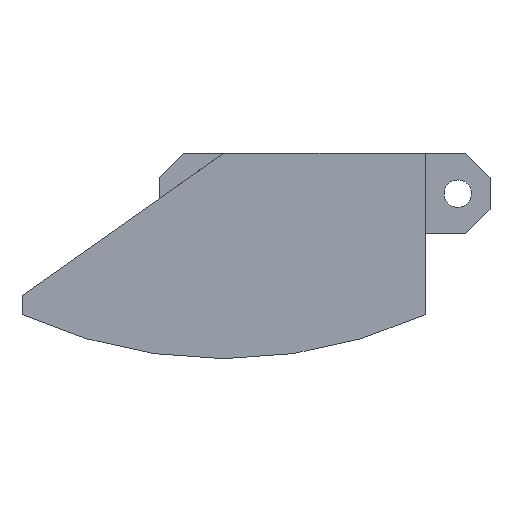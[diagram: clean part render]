
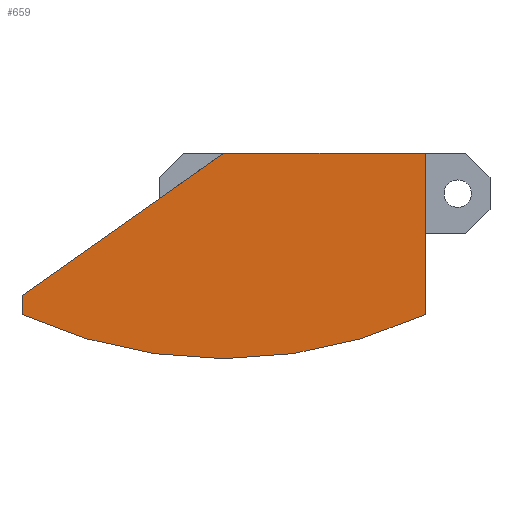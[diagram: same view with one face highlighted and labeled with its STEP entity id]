
A CAD part, front view. The second image highlights one B-rep face of the part: STEP entity #659.
In plain terms, the highlighted planar face has unit normal (0, -1, 0).
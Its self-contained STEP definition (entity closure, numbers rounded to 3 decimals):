
#36 = LINE ( 'NONE', #268, #1098 ) ;
#99 = CARTESIAN_POINT ( 'NONE',  ( -12.527, -36., 5. ) ) ;
#114 = CARTESIAN_POINT ( 'NONE',  ( -37.527, -36., -15. ) ) ;
#118 = DIRECTION ( 'NONE',  ( 0., 1., 0. ) ) ;
#124 = DIRECTION ( 'NONE',  ( 0., 0., 1. ) ) ;
#151 = CARTESIAN_POINT ( 'NONE',  ( 12.527, -36., 5. ) ) ;
#172 = EDGE_CURVE ( 'NONE', #506, #1173, #249, .T. ) ;
#214 = VERTEX_POINT ( 'NONE', #1172 ) ;
#231 = LINE ( 'NONE', #151, #347 ) ;
#249 = LINE ( 'NONE', #693, #870 ) ;
#268 = CARTESIAN_POINT ( 'NONE',  ( -37.527, -36., -12.631 ) ) ;
#276 = LINE ( 'NONE', #850, #962 ) ;
#309 = CARTESIAN_POINT ( 'NONE',  ( 12.527, -36., -15. ) ) ;
#347 = VECTOR ( 'NONE', #677, 1000. ) ;
#409 = AXIS2_PLACEMENT_3D ( 'NONE', #600, #1044, #1275 ) ;
#444 = EDGE_CURVE ( 'NONE', #214, #1250, #276, .T. ) ;
#506 = VERTEX_POINT ( 'NONE', #99 ) ;
#539 = VERTEX_POINT ( 'NONE', #309 ) ;
#561 = PLANE ( 'NONE',  #799 ) ;
#600 = CARTESIAN_POINT ( 'NONE',  ( -12.5, -36., 39.531 ) ) ;
#659 = ADVANCED_FACE ( 'NONE', ( #674 ), #561, .F. ) ;
#674 = FACE_OUTER_BOUND ( 'NONE', #865, .T. ) ;
#677 = DIRECTION ( 'NONE',  ( 0., 0., -1. ) ) ;
#693 = CARTESIAN_POINT ( 'NONE',  ( 0., -36., 5. ) ) ;
#799 = AXIS2_PLACEMENT_3D ( 'NONE', #1130, #118, #124 ) ;
#805 = DIRECTION ( 'NONE',  ( 1., 0., 0. ) ) ;
#836 = CARTESIAN_POINT ( 'NONE',  ( 12.527, -36., 5. ) ) ;
#850 = CARTESIAN_POINT ( 'NONE',  ( -37.527, -36., -15. ) ) ;
#861 = EDGE_CURVE ( 'NONE', #1173, #539, #231, .T. ) ;
#865 = EDGE_LOOP ( 'NONE', ( #984, #1052, #1380, #1221, #1266 ) ) ;
#870 = VECTOR ( 'NONE', #805, 1000. ) ;
#883 = CIRCLE ( 'NONE', #409, 60. ) ;
#962 = VECTOR ( 'NONE', #1068, 1000. ) ;
#984 = ORIENTED_EDGE ( 'NONE', *, *, #172, .F. ) ;
#1044 = DIRECTION ( 'NONE',  ( 0., -1., 0. ) ) ;
#1052 = ORIENTED_EDGE ( 'NONE', *, *, #1455, .T. ) ;
#1068 = DIRECTION ( 'NONE',  ( 0., 0., -1. ) ) ;
#1098 = VECTOR ( 'NONE', #1268, 1000. ) ;
#1130 = CARTESIAN_POINT ( 'NONE',  ( 0., -36., 5. ) ) ;
#1172 = CARTESIAN_POINT ( 'NONE',  ( -37.527, -36., -12.631 ) ) ;
#1173 = VERTEX_POINT ( 'NONE', #836 ) ;
#1221 = ORIENTED_EDGE ( 'NONE', *, *, #1449, .T. ) ;
#1250 = VERTEX_POINT ( 'NONE', #114 ) ;
#1266 = ORIENTED_EDGE ( 'NONE', *, *, #861, .F. ) ;
#1268 = DIRECTION ( 'NONE',  ( -0.817, 0., -0.576 ) ) ;
#1275 = DIRECTION ( 'NONE',  ( 0., 0., 1. ) ) ;
#1380 = ORIENTED_EDGE ( 'NONE', *, *, #444, .T. ) ;
#1449 = EDGE_CURVE ( 'NONE', #1250, #539, #883, .T. ) ;
#1455 = EDGE_CURVE ( 'NONE', #506, #214, #36, .T. ) ;
